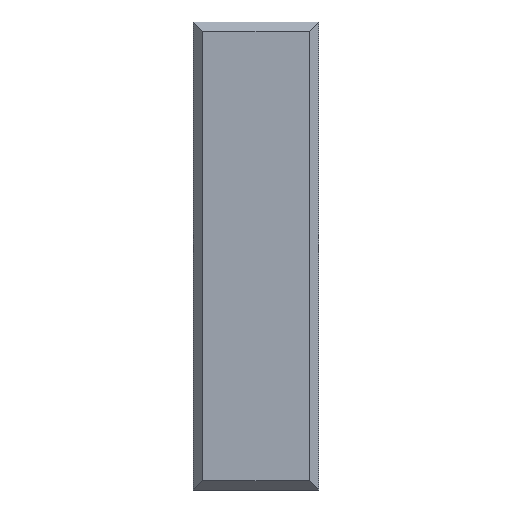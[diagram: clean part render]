
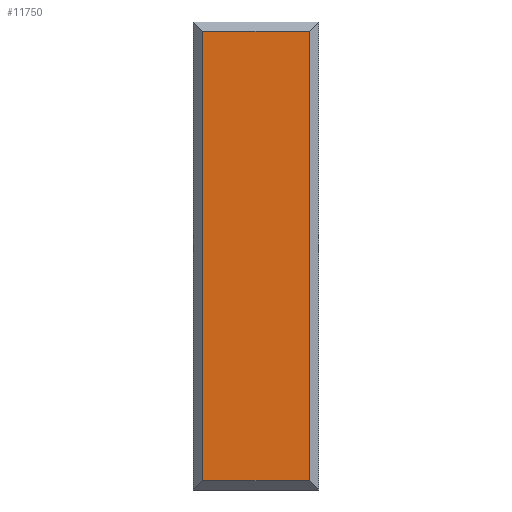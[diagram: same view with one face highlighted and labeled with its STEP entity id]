
A CAD part, front view. The second image highlights one B-rep face of the part: STEP entity #11750.
In plain terms, the highlighted planar face has unit normal (0, -1, 0).
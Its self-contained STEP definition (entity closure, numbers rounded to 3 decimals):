
#881=FACE_OUTER_BOUND('',#1562,.T.);
#1562=EDGE_LOOP('',(#10490,#10491,#10492,#10493));
#3196=LINE('',#19771,#4362);
#3200=LINE('',#19779,#4366);
#3203=LINE('',#19785,#4369);
#3207=LINE('',#19791,#4373);
#4362=VECTOR('',#15869,10.);
#4366=VECTOR('',#15875,10.);
#4369=VECTOR('',#15880,10.);
#4373=VECTOR('',#15886,10.);
#5577=VERTEX_POINT('',#19769);
#5578=VERTEX_POINT('',#19770);
#5581=VERTEX_POINT('',#19778);
#5583=VERTEX_POINT('',#19784);
#7247=EDGE_CURVE('',#5577,#5578,#3196,.T.);
#7251=EDGE_CURVE('',#5578,#5581,#3200,.T.);
#7254=EDGE_CURVE('',#5581,#5583,#3203,.T.);
#7258=EDGE_CURVE('',#5583,#5577,#3207,.T.);
#10490=ORIENTED_EDGE('',*,*,#7247,.F.);
#10491=ORIENTED_EDGE('',*,*,#7258,.F.);
#10492=ORIENTED_EDGE('',*,*,#7254,.F.);
#10493=ORIENTED_EDGE('',*,*,#7251,.F.);
#11205=PLANE('',#12789);
#11750=ADVANCED_FACE('',(#881),#11205,.T.);
#12789=AXIS2_PLACEMENT_3D('',#19806,#15899,#15900);
#15869=DIRECTION('',(-1.,0.,0.));
#15875=DIRECTION('',(0.,0.,1.));
#15880=DIRECTION('',(1.,0.,0.));
#15886=DIRECTION('',(0.,0.,-1.));
#15899=DIRECTION('center_axis',(0.,-1.,0.));
#15900=DIRECTION('ref_axis',(0.,0.,-1.));
#19769=CARTESIAN_POINT('',(22.,-6.,-88.997));
#19770=CARTESIAN_POINT('',(-1.,-6.,-88.997));
#19771=CARTESIAN_POINT('',(3.75,-6.,-88.997));
#19778=CARTESIAN_POINT('',(-1.,-6.,8.));
#19779=CARTESIAN_POINT('',(-1.,-6.,-15.249));
#19784=CARTESIAN_POINT('',(22.,-6.,8.));
#19785=CARTESIAN_POINT('',(17.25,-6.,8.));
#19791=CARTESIAN_POINT('',(22.,-6.,-65.748));
#19806=CARTESIAN_POINT('Origin',(10.5,-6.,-40.498));
